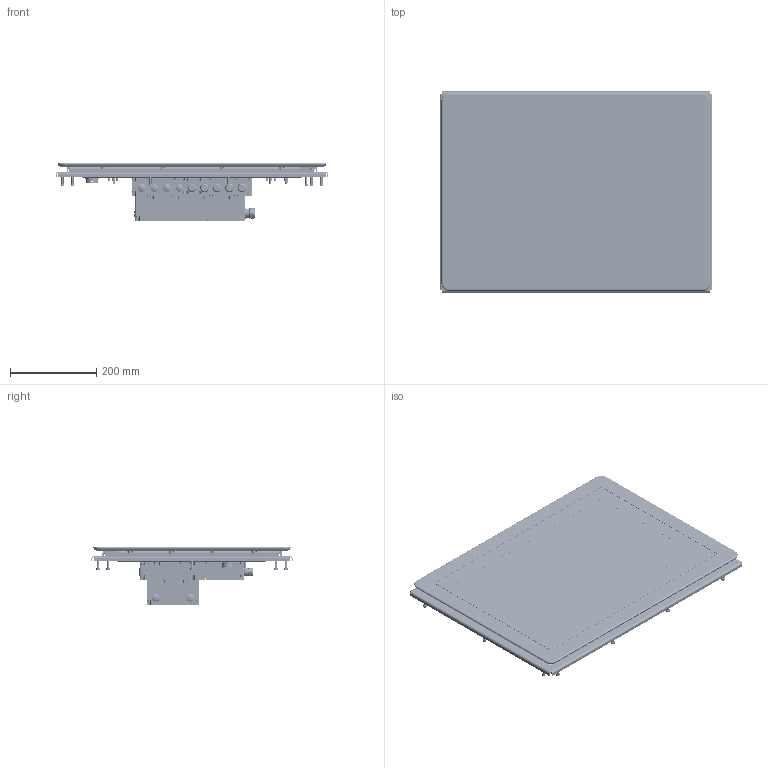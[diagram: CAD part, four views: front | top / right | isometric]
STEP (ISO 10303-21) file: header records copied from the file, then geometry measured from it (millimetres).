
FILE_DESCRIPTION((''),'2;1');
FILE_NAME('CAD-8176_ASM','2022-03-28T13:29:00',('creinig-se'),(''),'CREO PARAMETRIC BY PTC INC, 2019292','CREO PARAMETRIC BY PTC INC, 2019292','');
FILE_SCHEMA(('CONFIG_CONTROL_DESIGN','SHAPE_APPEARANCE_LAYERS_GROUPS'));
Products named in the file (3): CAD-8176_1; CAD-8176_BAUTEIL; CAD-8176_ASM
Assembly tree (2 placements, depth 2):
  CAD-8176_ASM
    CAD-8176_1
    CAD-8176_BAUTEIL
Bounding box: 633 x 467 x 136.65 mm (x, y, z)
Volume: 5485326.7 mm3; surface area: 1717137 mm2
Topology: 5 solids, 29 shells, 8034 faces, 20606 edges, 13343 vertices
Faces by surface type: plane 4640, cylinder 2120, cone 932, torus 308, sphere 30, bspline 4
Entity records: 311313 total; most frequent: CARTESIAN_POINT 51184, DIRECTION 42595, ORIENTED_EDGE 40920, PRESENTATION_STYLE_ASSIGNMENT 20467, STYLED_ITEM 20466, CURVE_STYLE 20460, EDGE_CURVE 20460, AXIS2_PLACEMENT_3D 15951
